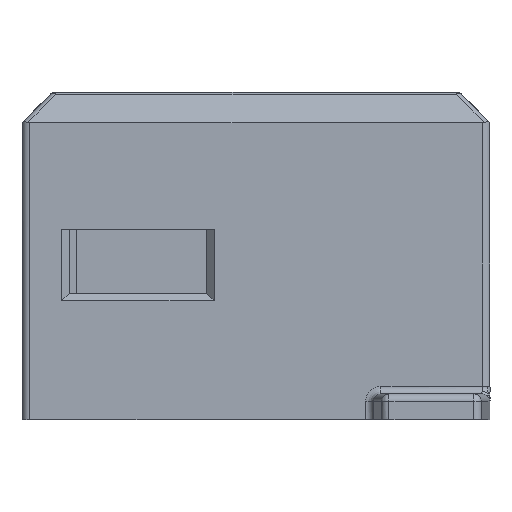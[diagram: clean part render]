
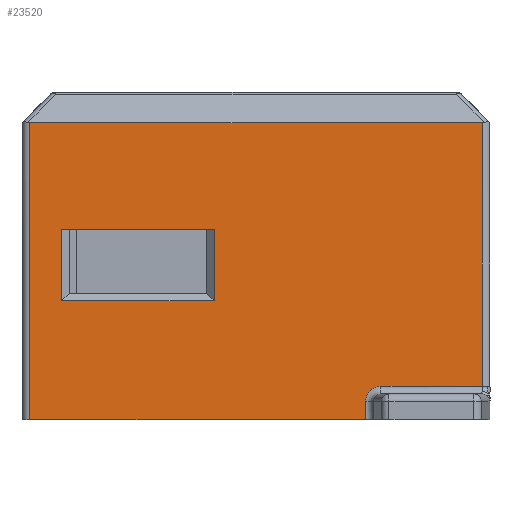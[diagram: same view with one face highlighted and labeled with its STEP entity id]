
A CAD part, left-side view. The second image highlights one B-rep face of the part: STEP entity #23520.
In plain terms, the highlighted planar face has unit normal (-1, 0, 0).
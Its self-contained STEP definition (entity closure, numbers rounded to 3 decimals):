
#6650=CARTESIAN_POINT('',(7.393,-1.515,-3.2));
#6660=VERTEX_POINT('',#6650);
#6690=CARTESIAN_POINT('',(7.393,-1.515,14.1));
#6700=DIRECTION('',(0.,0.,-1.));
#6710=VECTOR('',#6700,1.);
#6720=LINE('',#6690,#6710);
#6730=CARTESIAN_POINT('',(7.393,-1.515,14.1));
#6740=VERTEX_POINT('',#6730);
#6750=EDGE_CURVE('',#6740,#6660,#6720,.T.);
#11500=CARTESIAN_POINT('',(7.393,28.185,-5.4));
#11510=VERTEX_POINT('',#11500);
#11540=CARTESIAN_POINT('',(7.393,28.185,-5.4));
#11550=DIRECTION('',(0.,-1.,0.));
#11560=VECTOR('',#11550,1.);
#11570=LINE('',#11540,#11560);
#11580=CARTESIAN_POINT('',(7.393,6.143,-5.4));
#11590=VERTEX_POINT('',#11580);
#11600=EDGE_CURVE('',#11510,#11590,#11570,.T.);
#14370=CARTESIAN_POINT('',(7.393,-1.515,14.1));
#14380=DIRECTION('',(0.,1.,0.));
#14390=VECTOR('',#14380,1.);
#14400=LINE('',#14370,#14390);
#14410=CARTESIAN_POINT('',(7.393,28.185,14.1));
#14420=VERTEX_POINT('',#14410);
#14430=EDGE_CURVE('',#6740,#14420,#14400,.T.);
#22660=CARTESIAN_POINT('',(7.393,28.185,-5.4));
#22670=DIRECTION('',(0.,0.,1.));
#22680=VECTOR('',#22670,1.);
#22690=LINE('',#22660,#22680);
#22700=EDGE_CURVE('',#11510,#14420,#22690,.T.);
#22770=CARTESIAN_POINT('',(7.393,25.567,-5.49));
#22780=DIRECTION('',(1.,0.,0.));
#22790=DIRECTION('',(0.,-1.,0.));
#22800=AXIS2_PLACEMENT_3D('',#22770,#22780,#22790);
#22810=PLANE('',#22800);
#22820=CARTESIAN_POINT('',(7.393,-1.515,-3.2));
#22830=DIRECTION('',(0.,1.,0.));
#22840=VECTOR('',#22830,1.);
#22850=LINE('',#22820,#22840);
#22860=CARTESIAN_POINT('',(7.393,5.139,-3.2));
#22870=VERTEX_POINT('',#22860);
#22880=EDGE_CURVE('',#6660,#22870,#22850,.T.);
#22890=ORIENTED_EDGE('',*,*,#22880,.F.);
#22900=CARTESIAN_POINT('',(7.393,6.143,-4.2));
#22910=CARTESIAN_POINT('',(7.393,6.143,
-4.134));
#22920=CARTESIAN_POINT('',(7.393,6.128,
-4.005));
#22930=CARTESIAN_POINT('',(7.393,6.066,
-3.82));
#22940=CARTESIAN_POINT('',(7.393,5.969,-3.65));
#22950=CARTESIAN_POINT('',(7.393,5.842,
-3.499));
#22960=CARTESIAN_POINT('',(7.393,5.691,
-3.373));
#22970=CARTESIAN_POINT('',(7.393,5.52,
-3.277));
#22980=CARTESIAN_POINT('',(7.393,5.335,
-3.215));
#22990=CARTESIAN_POINT('',(7.393,5.205,-3.2));
#23000=CARTESIAN_POINT('',(7.393,5.139,-3.2));
#23010=B_SPLINE_CURVE_WITH_KNOTS('',3,(#22900,#22910,#22920,#22930,
#22940,#22950,#22960,#22970,#22980,#22990,#23000),.UNSPECIFIED.,.F.,.F.,
(4,1,1,1,1,1,1,1,4),(0.,0.125,0.25,0.375,0.5,0.625,0.75,0.875,1.),
.UNSPECIFIED.);
#23020=CARTESIAN_POINT('',(7.393,6.143,-4.2));
#23030=VERTEX_POINT('',#23020);
#23040=EDGE_CURVE('',#23030,#22870,#23010,.T.);
#23050=ORIENTED_EDGE('',*,*,#23040,.T.);
#23060=CARTESIAN_POINT('',(7.393,6.143,-4.2));
#23070=DIRECTION('',(0.,0.,-1.));
#23080=VECTOR('',#23070,1.);
#23090=LINE('',#23060,#23080);
#23100=EDGE_CURVE('',#23030,#11590,#23090,.T.);
#23110=ORIENTED_EDGE('',*,*,#23100,.F.);
#23120=ORIENTED_EDGE('',*,*,#11600,.T.);
#23130=ORIENTED_EDGE('',*,*,#22700,.F.);
#23140=ORIENTED_EDGE('',*,*,#14430,.T.);
#23150=ORIENTED_EDGE('',*,*,#6750,.F.);
#23160=EDGE_LOOP('',(#23150,#23140,#23130,#23120,#23110,#23050,#22890));
#23170=FACE_OUTER_BOUND('',#23160,.T.);
#23180=CARTESIAN_POINT('',(7.393,16.085,7.1));
#23190=DIRECTION('',(0.,1.,0.));
#23200=VECTOR('',#23190,1.);
#23210=LINE('',#23180,#23200);
#23220=CARTESIAN_POINT('',(7.393,16.085,7.1));
#23230=VERTEX_POINT('',#23220);
#23240=CARTESIAN_POINT('',(7.393,26.085,7.1));
#23250=VERTEX_POINT('',#23240);
#23260=EDGE_CURVE('',#23230,#23250,#23210,.T.);
#23270=ORIENTED_EDGE('',*,*,#23260,.F.);
#23280=CARTESIAN_POINT('',(7.393,26.085,2.4));
#23290=DIRECTION('',(0.,0.,1.));
#23300=VECTOR('',#23290,1.);
#23310=LINE('',#23280,#23300);
#23320=CARTESIAN_POINT('',(7.393,26.085,2.4));
#23330=VERTEX_POINT('',#23320);
#23340=EDGE_CURVE('',#23330,#23250,#23310,.T.);
#23350=ORIENTED_EDGE('',*,*,#23340,.T.);
#23360=CARTESIAN_POINT('',(7.393,16.085,2.4));
#23370=DIRECTION('',(0.,1.,0.));
#23380=VECTOR('',#23370,1.);
#23390=LINE('',#23360,#23380);
#23400=CARTESIAN_POINT('',(7.393,16.085,2.4));
#23410=VERTEX_POINT('',#23400);
#23420=EDGE_CURVE('',#23410,#23330,#23390,.T.);
#23430=ORIENTED_EDGE('',*,*,#23420,.T.);
#23440=CARTESIAN_POINT('',(7.393,16.085,7.1));
#23450=DIRECTION('',(0.,0.,-1.));
#23460=VECTOR('',#23450,1.);
#23470=LINE('',#23440,#23460);
#23480=EDGE_CURVE('',#23230,#23410,#23470,.T.);
#23490=ORIENTED_EDGE('',*,*,#23480,.T.);
#23500=EDGE_LOOP('',(#23490,#23430,#23350,#23270));
#23510=FACE_BOUND('',#23500,.T.);
#23520=ADVANCED_FACE('',(#23170,#23510),#22810,.F.);
